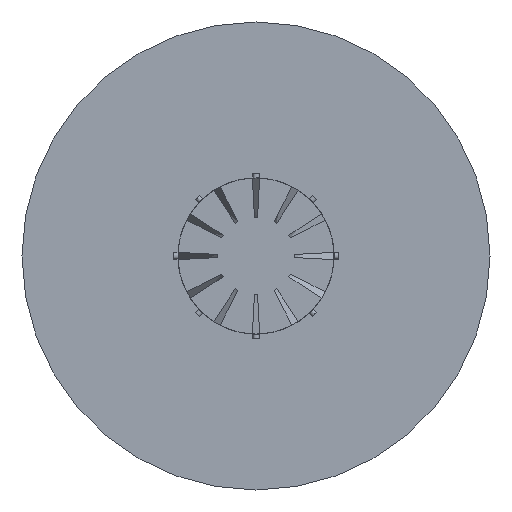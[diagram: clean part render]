
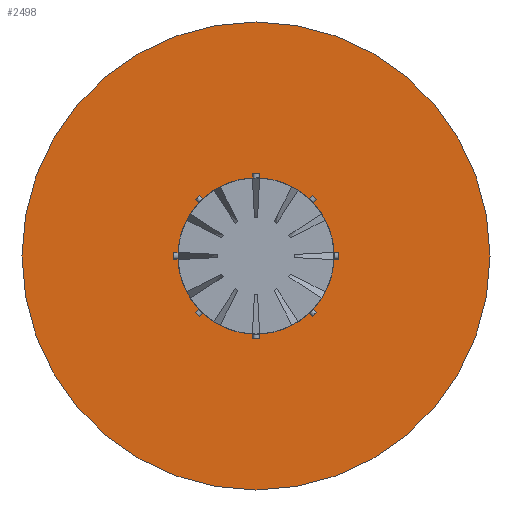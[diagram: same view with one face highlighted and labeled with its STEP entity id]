
A CAD part, left-side view. The second image highlights one B-rep face of the part: STEP entity #2498.
In plain terms, the highlighted planar face has unit normal (-1, 0, 0).
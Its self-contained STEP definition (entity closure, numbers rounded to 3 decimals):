
#91 = CARTESIAN_POINT ( 'NONE',  ( 67., 50., 0. ) ) ;
#105 = FACE_OUTER_BOUND ( 'NONE', #356, .T. ) ;
#121 = FACE_BOUND ( 'NONE', #1245, .T. ) ;
#235 = CARTESIAN_POINT ( 'NONE',  ( 67., 0., -150. ) ) ;
#266 = AXIS2_PLACEMENT_3D ( 'NONE', #91, #2037, #3006 ) ;
#321 = EDGE_CURVE ( 'NONE', #1215, #1377, #1661, .T. ) ;
#356 = EDGE_LOOP ( 'NONE', ( #2582, #1322 ) ) ;
#586 = AXIS2_PLACEMENT_3D ( 'NONE', #1170, #1345, #1580 ) ;
#621 = CARTESIAN_POINT ( 'NONE',  ( 67., 0., 0. ) ) ;
#644 = DIRECTION ( 'NONE',  ( -1., 0., 0. ) ) ;
#652 = DIRECTION ( 'NONE',  ( -1., 0., 0. ) ) ;
#665 = CARTESIAN_POINT ( 'NONE',  ( 67., 0., 50. ) ) ;
#794 = ORIENTED_EDGE ( 'NONE', *, *, #1306, .F. ) ;
#1149 = DIRECTION ( 'NONE',  ( 0., 0., 1. ) ) ;
#1170 = CARTESIAN_POINT ( 'NONE',  ( 67., 0., 0. ) ) ;
#1215 = VERTEX_POINT ( 'NONE', #2817 ) ;
#1245 = EDGE_LOOP ( 'NONE', ( #2521, #794 ) ) ;
#1306 = EDGE_CURVE ( 'NONE', #2995, #1493, #1826, .T. ) ;
#1322 = ORIENTED_EDGE ( 'NONE', *, *, #2955, .T. ) ;
#1345 = DIRECTION ( 'NONE',  ( -1., 0., 0. ) ) ;
#1377 = VERTEX_POINT ( 'NONE', #235 ) ;
#1493 = VERTEX_POINT ( 'NONE', #665 ) ;
#1580 = DIRECTION ( 'NONE',  ( 0., 0., 1. ) ) ;
#1661 = CIRCLE ( 'NONE', #1818, 150. ) ;
#1680 = AXIS2_PLACEMENT_3D ( 'NONE', #1817, #2813, #3018 ) ;
#1810 = EDGE_CURVE ( 'NONE', #1493, #2995, #2943, .T. ) ;
#1817 = CARTESIAN_POINT ( 'NONE',  ( 67., 0., 0. ) ) ;
#1818 = AXIS2_PLACEMENT_3D ( 'NONE', #1890, #644, #1846 ) ;
#1826 = CIRCLE ( 'NONE', #2074, 50. ) ;
#1846 = DIRECTION ( 'NONE',  ( 0., 0., 1. ) ) ;
#1890 = CARTESIAN_POINT ( 'NONE',  ( 67., 0., 0. ) ) ;
#2037 = DIRECTION ( 'NONE',  ( 1., 0., 0. ) ) ;
#2074 = AXIS2_PLACEMENT_3D ( 'NONE', #621, #652, #1149 ) ;
#2258 = PLANE ( 'NONE',  #266 ) ;
#2498 = ADVANCED_FACE ( 'NONE', ( #121, #105 ), #2258, .F. ) ;
#2521 = ORIENTED_EDGE ( 'NONE', *, *, #1810, .F. ) ;
#2582 = ORIENTED_EDGE ( 'NONE', *, *, #321, .T. ) ;
#2798 = CARTESIAN_POINT ( 'NONE',  ( 67., 0., -50. ) ) ;
#2813 = DIRECTION ( 'NONE',  ( -1., 0., 0. ) ) ;
#2817 = CARTESIAN_POINT ( 'NONE',  ( 67., 0., 150. ) ) ;
#2865 = CIRCLE ( 'NONE', #586, 150. ) ;
#2943 = CIRCLE ( 'NONE', #1680, 50. ) ;
#2955 = EDGE_CURVE ( 'NONE', #1377, #1215, #2865, .T. ) ;
#2995 = VERTEX_POINT ( 'NONE', #2798 ) ;
#3006 = DIRECTION ( 'NONE',  ( 0., 0., -1. ) ) ;
#3018 = DIRECTION ( 'NONE',  ( 0., 0., 1. ) ) ;
